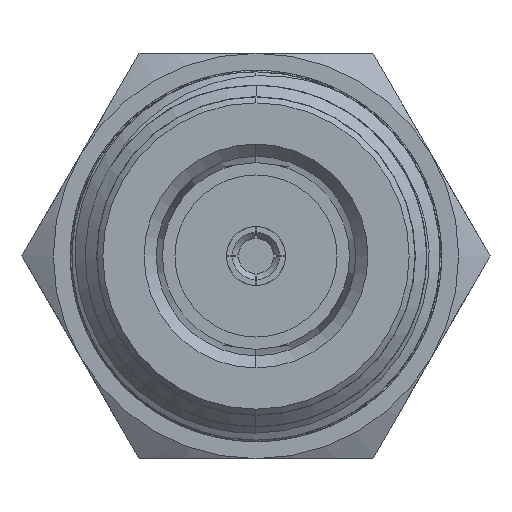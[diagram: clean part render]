
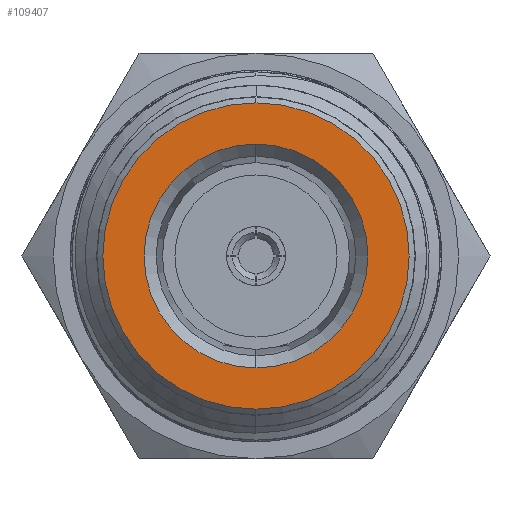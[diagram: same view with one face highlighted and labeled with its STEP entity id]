
A CAD part, left-side view. The second image highlights one B-rep face of the part: STEP entity #109407.
In plain terms, the highlighted planar face has unit normal (-1, 0, 0).
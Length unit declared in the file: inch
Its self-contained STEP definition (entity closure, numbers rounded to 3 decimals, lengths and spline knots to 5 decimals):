
#6016 = DIRECTION ( 'NONE',  ( 0., 0., 1. ) ) ;
#6931 = EDGE_LOOP ( 'NONE', ( #63666, #56469 ) ) ;
#7731 = FACE_OUTER_BOUND ( 'NONE', #57201, .T. ) ;
#12488 = ORIENTED_EDGE ( 'NONE', *, *, #42007, .T. ) ;
#16854 = EDGE_CURVE ( 'NONE', #41392, #32454, #25465, .T. ) ;
#16964 = DIRECTION ( 'NONE',  ( 0., 0., 1. ) ) ;
#21893 = AXIS2_PLACEMENT_3D ( 'NONE', #35715, #82096, #16964 ) ;
#25362 = CARTESIAN_POINT ( 'NONE',  ( 0., 0., 0. ) ) ;
#25366 = AXIS2_PLACEMENT_3D ( 'NONE', #59317, #51757, #6016 ) ;
#25465 = CIRCLE ( 'NONE', #25366, 0.19 ) ;
#29020 = FACE_BOUND ( 'NONE', #6931, .T. ) ;
#32454 = VERTEX_POINT ( 'NONE', #51323 ) ;
#34875 = CARTESIAN_POINT ( 'NONE',  ( 0., 0., 0.26 ) ) ;
#35715 = CARTESIAN_POINT ( 'NONE',  ( 0., 0., 0. ) ) ;
#41392 = VERTEX_POINT ( 'NONE', #68818 ) ;
#41491 = CIRCLE ( 'NONE', #21893, 0.19 ) ;
#42007 = EDGE_CURVE ( 'NONE', #100019, #42010, #103657, .T. ) ;
#42010 = VERTEX_POINT ( 'NONE', #105192 ) ;
#42526 = CARTESIAN_POINT ( 'NONE',  ( 0., 0., 0. ) ) ;
#51068 = AXIS2_PLACEMENT_3D ( 'NONE', #25362, #60796, #105201 ) ;
#51323 = CARTESIAN_POINT ( 'NONE',  ( 0., 0., -0.19 ) ) ;
#51757 = DIRECTION ( 'NONE',  ( 1., 0., 0. ) ) ;
#56469 = ORIENTED_EDGE ( 'NONE', *, *, #103466, .T. ) ;
#57201 = EDGE_LOOP ( 'NONE', ( #109929, #12488 ) ) ;
#59317 = CARTESIAN_POINT ( 'NONE',  ( 0., 0., 0. ) ) ;
#60796 = DIRECTION ( 'NONE',  ( -1., 0., 0. ) ) ;
#63666 = ORIENTED_EDGE ( 'NONE', *, *, #16854, .T. ) ;
#66640 = EDGE_CURVE ( 'NONE', #42010, #100019, #114668, .T. ) ;
#68818 = CARTESIAN_POINT ( 'NONE',  ( 0., 0., 0.19 ) ) ;
#71654 = AXIS2_PLACEMENT_3D ( 'NONE', #87611, #105869, #79679 ) ;
#79679 = DIRECTION ( 'NONE',  ( 0., 0., 1. ) ) ;
#82096 = DIRECTION ( 'NONE',  ( 1., 0., 0. ) ) ;
#83727 = AXIS2_PLACEMENT_3D ( 'NONE', #42526, #96493, #105984 ) ;
#87611 = CARTESIAN_POINT ( 'NONE',  ( 0., 0., 0. ) ) ;
#96493 = DIRECTION ( 'NONE',  ( -1., 0., 0. ) ) ;
#97639 = PLANE ( 'NONE',  #51068 ) ;
#100019 = VERTEX_POINT ( 'NONE', #34875 ) ;
#103466 = EDGE_CURVE ( 'NONE', #32454, #41392, #41491, .T. ) ;
#103657 = CIRCLE ( 'NONE', #83727, 0.26 ) ;
#105192 = CARTESIAN_POINT ( 'NONE',  ( 0., 0., -0.26 ) ) ;
#105201 = DIRECTION ( 'NONE',  ( 0., 0., 1. ) ) ;
#105869 = DIRECTION ( 'NONE',  ( -1., 0., 0. ) ) ;
#105984 = DIRECTION ( 'NONE',  ( 0., 0., 1. ) ) ;
#109407 = ADVANCED_FACE ( 'NONE', ( #7731, #29020 ), #97639, .T. ) ;
#109929 = ORIENTED_EDGE ( 'NONE', *, *, #66640, .T. ) ;
#114668 = CIRCLE ( 'NONE', #71654, 0.26 ) ;
